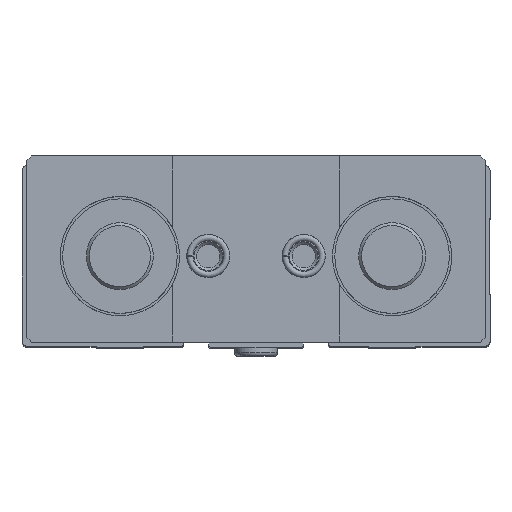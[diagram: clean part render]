
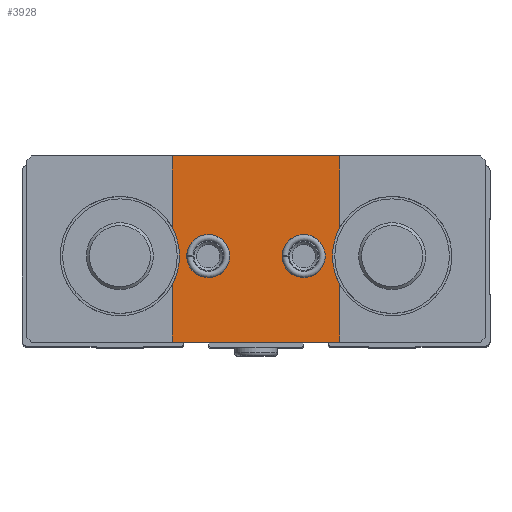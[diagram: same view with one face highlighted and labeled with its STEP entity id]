
A CAD part, top view. The second image highlights one B-rep face of the part: STEP entity #3928.
In plain terms, the highlighted planar face has unit normal (0, 0, 1).
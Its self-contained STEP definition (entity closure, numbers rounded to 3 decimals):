
#274=LINE('',#6578,#532);
#276=LINE('',#6582,#534);
#282=LINE('',#6628,#540);
#284=LINE('',#6632,#542);
#292=LINE('',#6678,#550);
#298=LINE('',#6689,#556);
#532=VECTOR('',#5346,1000.);
#534=VECTOR('',#5350,1000.);
#540=VECTOR('',#5372,1000.);
#542=VECTOR('',#5376,1000.);
#550=VECTOR('',#5398,1000.);
#556=VECTOR('',#5408,1000.);
#663=PLANE('',#4398);
#910=CIRCLE('',#4399,4.5);
#911=CIRCLE('',#4400,4.5);
#912=CIRCLE('',#4401,12.5);
#913=CIRCLE('',#4402,12.5);
#1683=ORIENTED_EDGE('',*,*,#2381,.F.);
#1684=ORIENTED_EDGE('',*,*,#2382,.F.);
#1685=ORIENTED_EDGE('',*,*,#2339,.T.);
#1686=ORIENTED_EDGE('',*,*,#2383,.T.);
#1687=ORIENTED_EDGE('',*,*,#2341,.T.);
#1688=ORIENTED_EDGE('',*,*,#2369,.T.);
#1689=ORIENTED_EDGE('',*,*,#2353,.T.);
#1690=ORIENTED_EDGE('',*,*,#2384,.T.);
#1691=ORIENTED_EDGE('',*,*,#2355,.T.);
#1692=ORIENTED_EDGE('',*,*,#2375,.T.);
#2339=EDGE_CURVE('',#2773,#2772,#274,.T.);
#2341=EDGE_CURVE('',#2774,#2775,#276,.T.);
#2353=EDGE_CURVE('',#2786,#2785,#282,.T.);
#2355=EDGE_CURVE('',#2787,#2788,#284,.T.);
#2369=EDGE_CURVE('',#2775,#2786,#292,.T.);
#2375=EDGE_CURVE('',#2788,#2773,#298,.T.);
#2381=EDGE_CURVE('',#2804,#2804,#910,.T.);
#2382=EDGE_CURVE('',#2805,#2805,#911,.T.);
#2383=EDGE_CURVE('',#2772,#2774,#912,.F.);
#2384=EDGE_CURVE('',#2785,#2787,#913,.F.);
#2772=VERTEX_POINT('',#6577);
#2773=VERTEX_POINT('',#6579);
#2774=VERTEX_POINT('',#6583);
#2775=VERTEX_POINT('',#6584);
#2785=VERTEX_POINT('',#6627);
#2786=VERTEX_POINT('',#6629);
#2787=VERTEX_POINT('',#6633);
#2788=VERTEX_POINT('',#6634);
#2804=VERTEX_POINT('',#6701);
#2805=VERTEX_POINT('',#6703);
#3157=EDGE_LOOP('',(#1683));
#3158=EDGE_LOOP('',(#1684));
#3159=EDGE_LOOP('',(#1685,#1686,#1687,#1688,#1689,#1690,#1691,#1692));
#3543=FACE_BOUND('',#3157,.T.);
#3544=FACE_BOUND('',#3158,.T.);
#3545=FACE_BOUND('',#3159,.T.);
#3928=ADVANCED_FACE('',(#3543,#3544,#3545),#663,.T.);
#4398=AXIS2_PLACEMENT_3D('',#6699,#5416,#5417);
#4399=AXIS2_PLACEMENT_3D('',#6700,#5418,#5419);
#4400=AXIS2_PLACEMENT_3D('',#6702,#5420,#5421);
#4401=AXIS2_PLACEMENT_3D('',#6704,#5422,#5423);
#4402=AXIS2_PLACEMENT_3D('',#6705,#5424,#5425);
#5346=DIRECTION('',(0.,1.,0.));
#5350=DIRECTION('',(0.,1.,0.));
#5372=DIRECTION('',(0.,-1.,0.));
#5376=DIRECTION('',(0.,-1.,0.));
#5398=DIRECTION('',(-1.,0.,0.));
#5408=DIRECTION('',(1.,0.,0.));
#5416=DIRECTION('',(0.,0.,1.));
#5417=DIRECTION('',(1.,0.,0.));
#5418=DIRECTION('',(0.,0.,1.));
#5419=DIRECTION('',(1.,0.,0.));
#5420=DIRECTION('',(0.,0.,1.));
#5421=DIRECTION('',(1.,0.,0.));
#5422=DIRECTION('',(0.,0.,1.));
#5423=DIRECTION('',(1.,0.,0.));
#5424=DIRECTION('',(0.,0.,1.));
#5425=DIRECTION('',(1.,0.,0.));
#6577=CARTESIAN_POINT('',(17.5,-5.937,30.));
#6578=CARTESIAN_POINT('',(17.5,0.,30.));
#6579=CARTESIAN_POINT('',(17.5,-18.,30.));
#6582=CARTESIAN_POINT('',(17.5,0.,30.));
#6583=CARTESIAN_POINT('',(17.5,5.937,30.));
#6584=CARTESIAN_POINT('',(17.5,21.,30.));
#6627=CARTESIAN_POINT('',(-17.5,5.937,30.));
#6628=CARTESIAN_POINT('',(-17.5,0.,30.));
#6629=CARTESIAN_POINT('',(-17.5,21.,30.));
#6632=CARTESIAN_POINT('',(-17.5,0.,30.));
#6633=CARTESIAN_POINT('',(-17.5,-5.937,30.));
#6634=CARTESIAN_POINT('',(-17.5,-18.,30.));
#6678=CARTESIAN_POINT('',(48.,21.,30.));
#6689=CARTESIAN_POINT('',(-48.,-18.,30.));
#6699=CARTESIAN_POINT('',(0.,0.,30.));
#6700=CARTESIAN_POINT('',(-10.,0.,30.));
#6701=CARTESIAN_POINT('',(-5.5,0.,30.));
#6702=CARTESIAN_POINT('',(10.,0.,30.));
#6703=CARTESIAN_POINT('',(14.5,0.,30.));
#6704=CARTESIAN_POINT('',(28.5,0.,30.));
#6705=CARTESIAN_POINT('',(-28.5,0.,30.));
